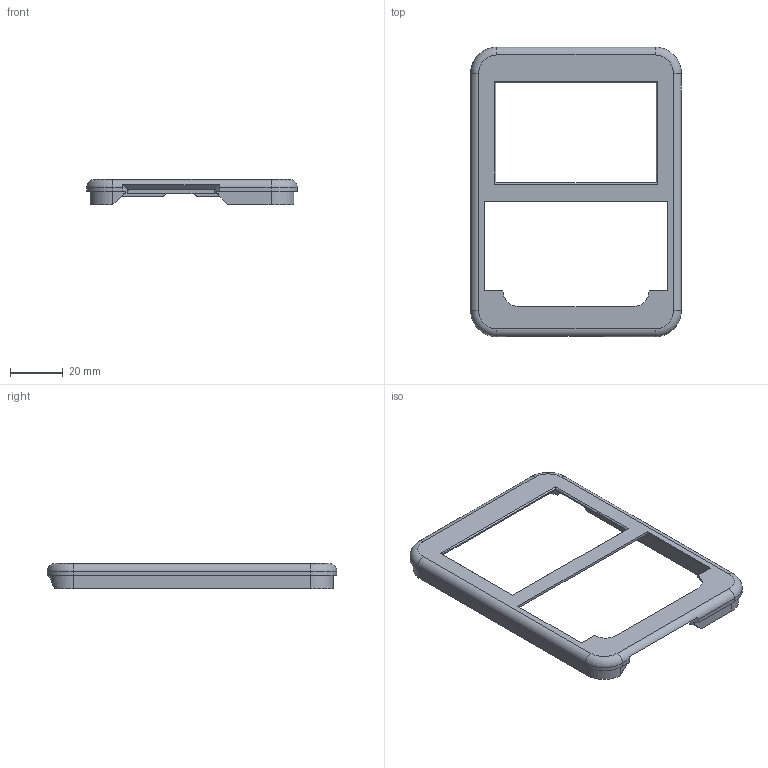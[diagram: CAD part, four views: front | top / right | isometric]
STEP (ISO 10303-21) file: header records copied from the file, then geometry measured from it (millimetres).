
FILE_DESCRIPTION(/* description */ ('STEP AP242','CAx-IF Rec.Pracs.---Representation and Presentation of Product Manufacturing Information (PMI)---4.0---2014-10-13','CAx-IF Rec.Pracs.---3D Tessellated Geometry---0.4---2014-09-14','2;1'),/* implementation_level */ '2;1');
FILE_NAME(/* name */ '64863b347d58ed0c860d1eec',/* time_stamp */ '2023-06-11T21:23:00Z',/* author */ (''),/* organization */ (''),/* preprocessor_version */ 'ST-DEVELOPER v19.4',/* originating_system */ ' ',/* authorisation */ ' ');
FILE_SCHEMA (('AP242_MANAGED_MODEL_BASED_3D_ENGINEERING_MIM_LF { 1 0 10303 442 1 1 4 }'));
Length unit declared in the file: metre
Products named in the file (1): Front
Bounding box: 80 x 110 x 9.5 mm (x, y, z)
Volume: 8455 mm3; surface area: 12494.7 mm2
Topology: 1 solids, 1 shells, 133 faces, 355 edges, 226 vertices
Faces by surface type: plane 84, cylinder 39, torus 8, cone 2
Full cylindrical faces by diameter (mm): 2.5 x2
Entity records: 4151 total; most frequent: CARTESIAN_POINT 745, DIRECTION 715, ORIENTED_EDGE 706, EDGE_CURVE 353, LINE 243, VECTOR 243, AXIS2_PLACEMENT_3D 236, VERTEX_POINT 226
